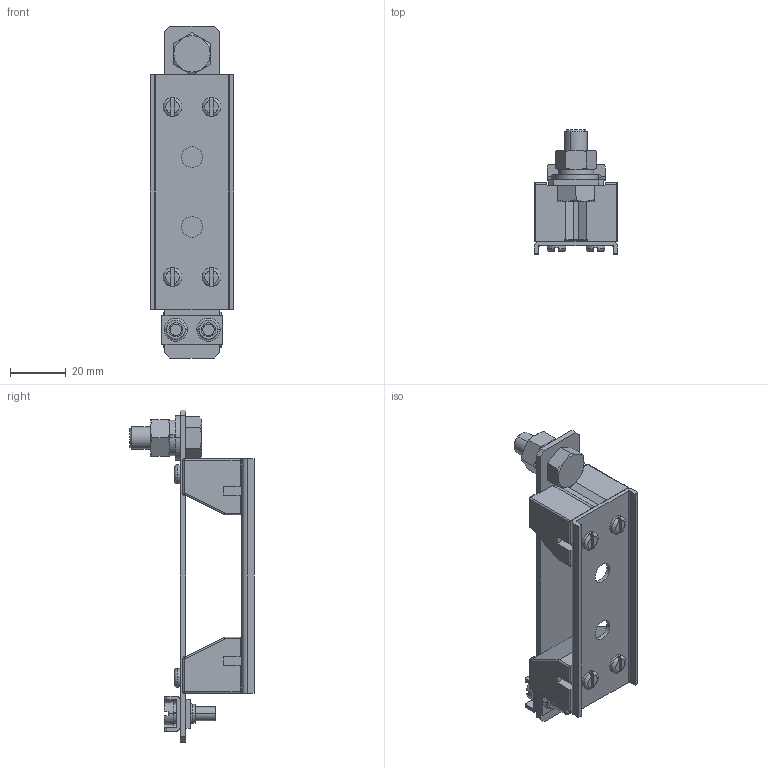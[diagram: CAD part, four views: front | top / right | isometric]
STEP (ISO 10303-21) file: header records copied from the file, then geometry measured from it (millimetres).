
FILE_DESCRIPTION((''),'2;1');
FILE_NAME('004123000_PK00_M8-M8_1P_S_ASM','2023-10-24T11:40:17',('klemen.sitar'),('Audax d.o.o.'),'CREO PARAMETRIC BY PTC INC, 2021304','CREO PARAMETRIC BY PTC INC, 2021304','');
FILE_SCHEMA(('AP242_MANAGED_MODEL_BASED_3D_ENGINEERING_MIM_LF { 1 0 10303 442 1 1 4 }'));
Length unit declared in the file: millimetre
Products named in the file (25): 0000030997_1_1_1_1_1; 0000046517_1_1_1_1_1; 0000031022_1_1_1_1_1; 0000031029_1_1_2_3_1_1_1; 0000031031_1_1_2_3_1_1_1; 0000031032_1_1_2_3_1_1_1; 0000031030_1_1_2_3_1_1_1; M8_ASM_1_ASM_1_ASM; PRT0113_1_1_1_1; PRT0004_1_1_1_1_1; PRT0004_1_2_1_1_1; PRT0004_1_3_1_1_1; PRT0004_1_ASM_1_ASM_1_ASM; ASM0002_ASM_1_ASM_1_1_ASM_1_ASM; ETI_LOGO_13_2X7_71MM_ASM_1_ASM__ASM; 0000031005_1_1_1_1_1; 0000032833_1_1_1_1_1; 0000046562_1_1_1_1_1; 0000031003_1_1_1_1_1; 0000046571_ASM_1_ASM_1_1_ASM_1__ASM; 2M6_1_ASM_1_ASM_1_ASM; 004123000_PK00_M8-M8_1P_S_-5026_ASM; 004123000_PK00_M8-M8_1P_S-19778_ASM; 004941410_PK_00_0_M8_2M5_1P_S_ASM; 004123000_PK00_M8-M8_1P_S_ASM
Assembly tree (34 placements, depth 8):
  004123000_PK00_M8-M8_1P_S_ASM
    004941410_PK_00_0_M8_2M5_1P_S_ASM
      004123000_PK00_M8-M8_1P_S-19778_ASM
        004123000_PK00_M8-M8_1P_S_-5026_ASM
          0000030997_1_1_1_1_1  x2
          0000046517_1_1_1_1_1
          0000031022_1_1_1_1_1  x8
          M8_ASM_1_ASM_1_ASM
            0000031029_1_1_2_3_1_1_1
            0000031031_1_1_2_3_1_1_1
            0000031032_1_1_2_3_1_1_1
            0000031030_1_1_2_3_1_1_1
          PRT0113_1_1_1_1
          ETI_LOGO_13_2X7_71MM_ASM_1_ASM__ASM
            ASM0002_ASM_1_ASM_1_1_ASM_1_ASM
              PRT0004_1_ASM_1_ASM_1_ASM
                PRT0004_1_1_1_1_1
                PRT0004_1_2_1_1_1
                PRT0004_1_3_1_1_1
          2M6_1_ASM_1_ASM_1_ASM
            0000046571_ASM_1_ASM_1_1_ASM_1__ASM
              0000031005_1_1_1_1_1
              0000032833_1_1_1_1_1  x2
              0000046562_1_1_1_1_1  x2
              0000031003_1_1_1_1_1
Bounding box: 30 x 44.5 x 119 mm (x, y, z)
Volume: 34281.6 mm3; surface area: 26162.4 mm2
Topology: 25 solids, 34 shells, 595 faces, 1722 edges, 1161 vertices
Faces by surface type: plane 285, cylinder 179, cone 48, torus 47, bspline 28, sphere 8
Entity records: 19952 total; most frequent: CARTESIAN_POINT 3656, DIRECTION 2159, ORIENTED_EDGE 2098, EDGE_CURVE 1057, AXIS2_PLACEMENT_3D 790, VERTEX_POINT 718, VECTOR 579, LINE 579
